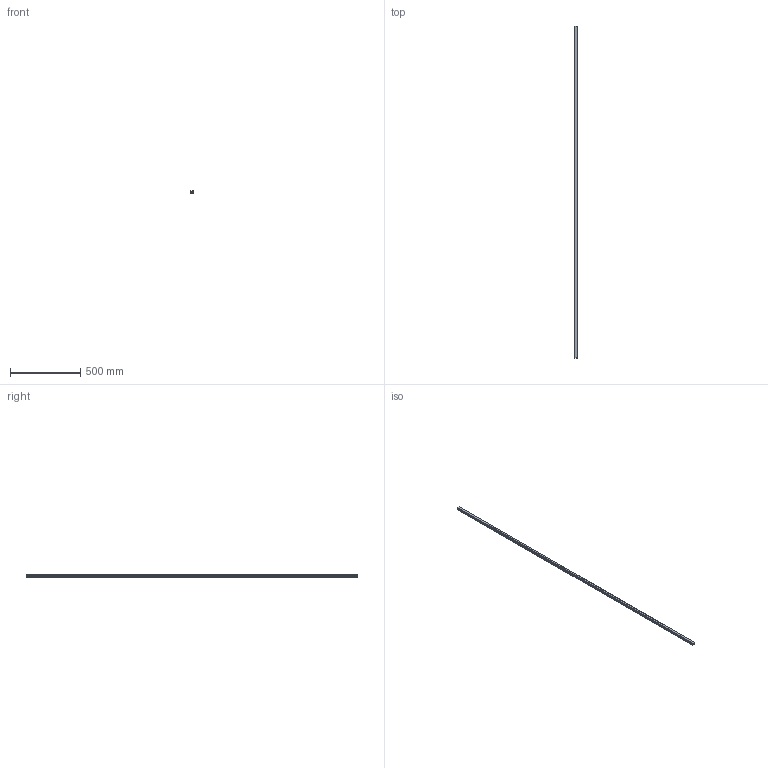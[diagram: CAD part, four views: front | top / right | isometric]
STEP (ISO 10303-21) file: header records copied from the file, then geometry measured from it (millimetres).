
FILE_DESCRIPTION(('STEP AP214'),'1');
FILE_NAME('cctmp_0F55437F-C7B7-49B7-8493-AED5C06CDF16_2021_01_21_13_56_09_0539..stp','2021-01-21T12:56:09',('HIWIN GmbH'),('CADClick - www.CADClick.com'),'Spatial InterOp 3D',' ','unknown authorization');
FILE_SCHEMA(('AUTOMOTIVE_DESIGN'));
Length unit declared in the file: millimetre
Products named in the file (1): HGR20T2360C_FILE
Bounding box: 20 x 2360 x 17.5 mm (x, y, z)
Volume: 696880.2 mm3; surface area: 188334.3 mm2
Topology: 1 solids, 1 shells, 267 faces, 703 edges, 402 vertices
Faces by surface type: cylinder 102, plane 85, cone 80
Entity records: 9761 total; most frequent: DIRECTION 1363, CARTESIAN_POINT 1293, ORIENTED_EDGE 1246, EDGE_CURVE 623, AXIS2_PLACEMENT_3D 472, LINE 419, VECTOR 419, VERTEX_POINT 402
